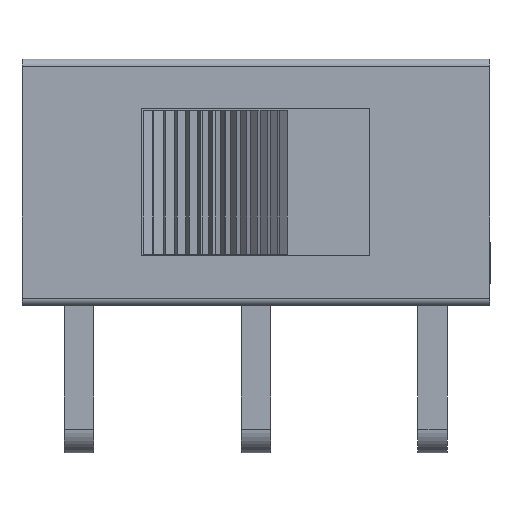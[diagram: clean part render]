
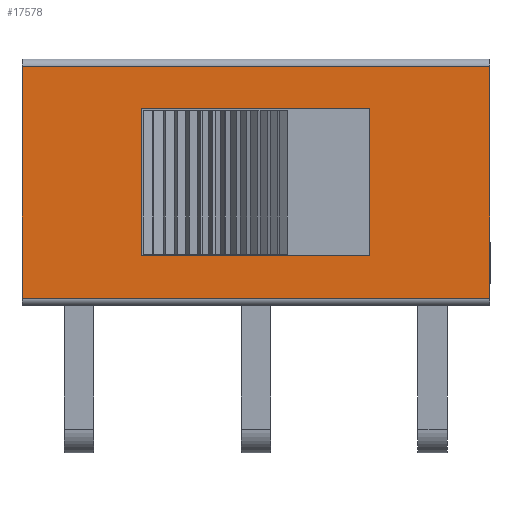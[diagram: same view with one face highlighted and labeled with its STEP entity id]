
A CAD part, front view. The second image highlights one B-rep face of the part: STEP entity #17578.
In plain terms, the highlighted planar face has unit normal (0, -1, 0).
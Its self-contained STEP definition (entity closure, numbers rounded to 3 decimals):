
#93 = EDGE_CURVE ( 'NONE', #14273, #11927, #6258, .T. ) ;
#175 = EDGE_LOOP ( 'NONE', ( #8775, #7634, #6283, #4632 ) ) ;
#1024 = VERTEX_POINT ( 'NONE', #11242 ) ;
#1674 = CARTESIAN_POINT ( 'NONE',  ( -6.35, -0.2, 3.15 ) ) ;
#1706 = VECTOR ( 'NONE', #2660, 1000. ) ;
#2281 = LINE ( 'NONE', #17600, #7751 ) ;
#2526 = CARTESIAN_POINT ( 'NONE',  ( 6.35, -0.2, 3.15 ) ) ;
#2572 = ORIENTED_EDGE ( 'NONE', *, *, #12092, .F. ) ;
#2660 = DIRECTION ( 'NONE',  ( 0., 0., -1. ) ) ;
#3274 = CARTESIAN_POINT ( 'NONE',  ( 0., -0.2, 0. ) ) ;
#3436 = DIRECTION ( 'NONE',  ( -1., 0., 0. ) ) ;
#3966 = EDGE_CURVE ( 'NONE', #10842, #16688, #10829, .T. ) ;
#4010 = CARTESIAN_POINT ( 'NONE',  ( 0., -0.2, 3.15 ) ) ;
#4329 = CARTESIAN_POINT ( 'NONE',  ( -3.1, -0.2, -2. ) ) ;
#4632 = ORIENTED_EDGE ( 'NONE', *, *, #10003, .F. ) ;
#4923 = DIRECTION ( 'NONE',  ( 0., 1., 0. ) ) ;
#5019 = EDGE_CURVE ( 'NONE', #13483, #12047, #12964, .T. ) ;
#5713 = EDGE_CURVE ( 'NONE', #1024, #14273, #2281, .T. ) ;
#5855 = CARTESIAN_POINT ( 'NONE',  ( 6.35, -0.2, -3.35 ) ) ;
#6072 = EDGE_CURVE ( 'NONE', #11927, #11196, #16521, .T. ) ;
#6132 = FACE_OUTER_BOUND ( 'NONE', #175, .T. ) ;
#6258 = LINE ( 'NONE', #6603, #6518 ) ;
#6283 = ORIENTED_EDGE ( 'NONE', *, *, #3966, .F. ) ;
#6334 = CARTESIAN_POINT ( 'NONE',  ( -6.35, -0.2, -3.15 ) ) ;
#6382 = EDGE_CURVE ( 'NONE', #16688, #13483, #14532, .T. ) ;
#6408 = CARTESIAN_POINT ( 'NONE',  ( 6.35, -0.2, -3.15 ) ) ;
#6518 = VECTOR ( 'NONE', #10744, 1000. ) ;
#6603 = CARTESIAN_POINT ( 'NONE',  ( -3.1, -0.2, 2. ) ) ;
#6950 = VECTOR ( 'NONE', #9911, 1000. ) ;
#7484 = CARTESIAN_POINT ( 'NONE',  ( 0., -0.2, -3.15 ) ) ;
#7634 = ORIENTED_EDGE ( 'NONE', *, *, #6382, .F. ) ;
#7751 = VECTOR ( 'NONE', #13656, 1000. ) ;
#8069 = DIRECTION ( 'NONE',  ( 1., 0., 0. ) ) ;
#8775 = ORIENTED_EDGE ( 'NONE', *, *, #5019, .F. ) ;
#9142 = VECTOR ( 'NONE', #3436, 1000. ) ;
#9163 = LINE ( 'NONE', #14776, #10703 ) ;
#9394 = VECTOR ( 'NONE', #8069, 1000. ) ;
#9819 = CARTESIAN_POINT ( 'NONE',  ( -3.1, -0.2, 2. ) ) ;
#9911 = DIRECTION ( 'NONE',  ( 1., 0., 0. ) ) ;
#9916 = EDGE_LOOP ( 'NONE', ( #12789, #16033, #2572, #10351 ) ) ;
#10003 = EDGE_CURVE ( 'NONE', #12047, #10842, #9163, .T. ) ;
#10351 = ORIENTED_EDGE ( 'NONE', *, *, #6072, .F. ) ;
#10508 = DIRECTION ( 'NONE',  ( 0., 0., 1. ) ) ;
#10703 = VECTOR ( 'NONE', #17621, 1000. ) ;
#10744 = DIRECTION ( 'NONE',  ( -1., 0., 0. ) ) ;
#10829 = LINE ( 'NONE', #4010, #9394 ) ;
#10842 = VERTEX_POINT ( 'NONE', #1674 ) ;
#11196 = VERTEX_POINT ( 'NONE', #13011 ) ;
#11242 = CARTESIAN_POINT ( 'NONE',  ( 3.1, -0.2, -2. ) ) ;
#11927 = VERTEX_POINT ( 'NONE', #9819 ) ;
#12047 = VERTEX_POINT ( 'NONE', #6334 ) ;
#12092 = EDGE_CURVE ( 'NONE', #11196, #1024, #14754, .T. ) ;
#12207 = CARTESIAN_POINT ( 'NONE',  ( -3.1, -0.2, 2. ) ) ;
#12282 = AXIS2_PLACEMENT_3D ( 'NONE', #3274, #4923, #10508 ) ;
#12789 = ORIENTED_EDGE ( 'NONE', *, *, #93, .F. ) ;
#12964 = LINE ( 'NONE', #7484, #9142 ) ;
#13011 = CARTESIAN_POINT ( 'NONE',  ( -3.1, -0.2, -2. ) ) ;
#13168 = FACE_BOUND ( 'NONE', #9916, .T. ) ;
#13483 = VERTEX_POINT ( 'NONE', #6408 ) ;
#13656 = DIRECTION ( 'NONE',  ( 0., 0., 1. ) ) ;
#14273 = VERTEX_POINT ( 'NONE', #17518 ) ;
#14532 = LINE ( 'NONE', #5855, #17192 ) ;
#14754 = LINE ( 'NONE', #4329, #6950 ) ;
#14776 = CARTESIAN_POINT ( 'NONE',  ( -6.35, -0.2, -3.35 ) ) ;
#16033 = ORIENTED_EDGE ( 'NONE', *, *, #5713, .F. ) ;
#16521 = LINE ( 'NONE', #12207, #1706 ) ;
#16688 = VERTEX_POINT ( 'NONE', #2526 ) ;
#17013 = DIRECTION ( 'NONE',  ( 0., 0., -1. ) ) ;
#17192 = VECTOR ( 'NONE', #17013, 1000. ) ;
#17205 = PLANE ( 'NONE',  #12282 ) ;
#17518 = CARTESIAN_POINT ( 'NONE',  ( 3.1, -0.2, 2. ) ) ;
#17578 = ADVANCED_FACE ( 'NONE', ( #13168, #6132 ), #17205, .F. ) ;
#17600 = CARTESIAN_POINT ( 'NONE',  ( 3.1, -0.2, 2. ) ) ;
#17621 = DIRECTION ( 'NONE',  ( 0., 0., 1. ) ) ;
